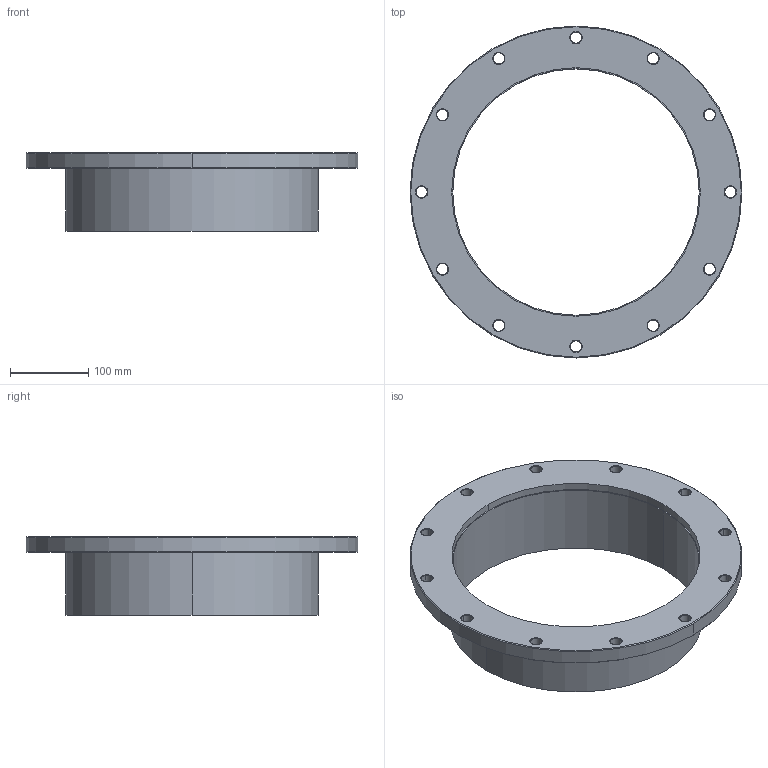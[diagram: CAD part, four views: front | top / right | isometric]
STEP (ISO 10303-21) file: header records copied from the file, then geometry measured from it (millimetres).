
FILE_DESCRIPTION (( 'STEP AP214' ), '1' );
FILE_NAME ('P109169.step', '2022-08-10T13:21:24', ( '' ), ( '' ), 'SwSTEP 2.0', 'SolidWorks 2021', '' );
FILE_SCHEMA (( 'AUTOMOTIVE_DESIGN' ));
Length unit declared in the file: inch
Products named in the file (1): P109169
Bounding box: 424.99 x 424.99 x 100.18 mm (x, y, z)
Volume: 1549277.9 mm3; surface area: 362543.7 mm2
Topology: 1 solids, 1 shells, 97 faces, 220 edges, 128 vertices
Faces by surface type: cone 56, cylinder 34, plane 5, torus 2
Entity records: 2808 total; most frequent: DIRECTION 546, CARTESIAN_POINT 446, ORIENTED_EDGE 440, AXIS2_PLACEMENT_3D 228, EDGE_CURVE 220, CIRCLE 130, VERTEX_POINT 128, EDGE_LOOP 126
